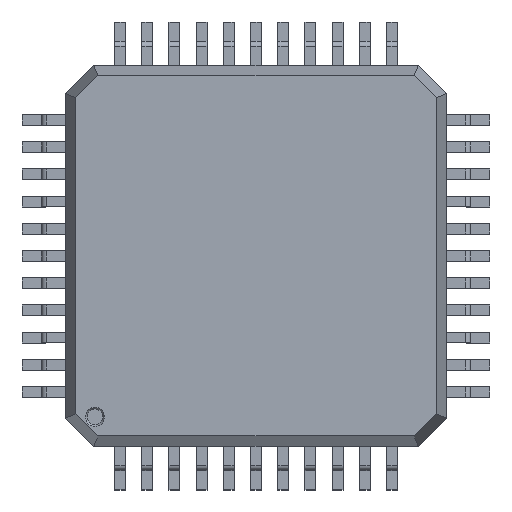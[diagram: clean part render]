
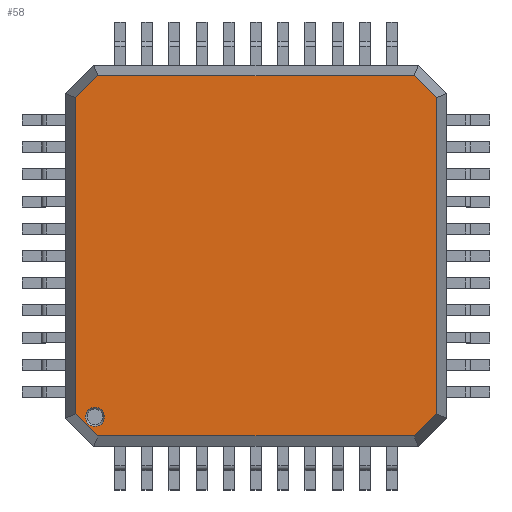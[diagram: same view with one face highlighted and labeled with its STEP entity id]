
A CAD part, top view. The second image highlights one B-rep face of the part: STEP entity #58.
In plain terms, the highlighted planar face has unit normal (0, 0, 1).
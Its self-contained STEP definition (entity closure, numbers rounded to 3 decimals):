
#58=ADVANCED_FACE('',(#5458,#5460),#5462,.T.);
#5458=FACE_BOUND('',#5459,.T.);
#5459=EDGE_LOOP('',(#9750,#9751,#9752,#9753,#9754,#9755,#9756,#9757));
#5460=FACE_BOUND('',#5461,.T.);
#5461=EDGE_LOOP('',(#9758));
#5462=PLANE('',#5463);
#5463=AXIS2_PLACEMENT_3D('',#5464,#5465,#5466);
#5464=CARTESIAN_POINT('',(0.,0.,3.3));
#5465=DIRECTION('',(0.,0.,1.));
#5466=DIRECTION('',(1.,0.,0.));
#9750=ORIENTED_EDGE('',*,*,#13034,.T.);
#9751=ORIENTED_EDGE('',*,*,#13035,.F.);
#9752=ORIENTED_EDGE('',*,*,#13036,.T.);
#9753=ORIENTED_EDGE('',*,*,#13037,.F.);
#9754=ORIENTED_EDGE('',*,*,#13038,.T.);
#9755=ORIENTED_EDGE('',*,*,#13039,.F.);
#9756=ORIENTED_EDGE('',*,*,#13040,.T.);
#9757=ORIENTED_EDGE('',*,*,#13041,.F.);
#9758=ORIENTED_EDGE('',*,*,#13042,.T.);
#13034=EDGE_CURVE('',#14676,#14677,#14678,.T.);
#13035=EDGE_CURVE('',#14679,#14677,#14680,.F.);
#13036=EDGE_CURVE('',#14679,#14681,#14682,.T.);
#13037=EDGE_CURVE('',#14683,#14681,#14684,.F.);
#13038=EDGE_CURVE('',#14683,#14685,#14686,.T.);
#13039=EDGE_CURVE('',#14687,#14685,#14688,.F.);
#13040=EDGE_CURVE('',#14687,#14689,#14690,.T.);
#13041=EDGE_CURVE('',#14676,#14689,#14691,.F.);
#13042=EDGE_CURVE('',#14692,#14692,#14693,.F.);
#14676=VERTEX_POINT('',#17408);
#14677=VERTEX_POINT('',#17409);
#14678=LINE('',#17410,#17411);
#14679=VERTEX_POINT('',#17413);
#14680=LINE('',#17414,#17415);
#14681=VERTEX_POINT('',#17417);
#14682=LINE('',#17418,#17419);
#14683=VERTEX_POINT('',#17421);
#14684=LINE('',#17422,#17423);
#14685=VERTEX_POINT('',#17425);
#14686=LINE('',#17426,#17427);
#14687=VERTEX_POINT('',#17429);
#14688=LINE('',#17430,#17431);
#14689=VERTEX_POINT('',#17433);
#14690=LINE('',#17434,#17435);
#14691=LINE('',#17437,#17438);
#14692=VERTEX_POINT('',#17440);
#14693=CIRCLE('',#17441,0.35);
#17408=CARTESIAN_POINT('',(6.619,-5.809,3.3));
#17409=CARTESIAN_POINT('',(6.619,5.809,3.3));
#17410=CARTESIAN_POINT('',(6.619,-5.809,3.3));
#17411=VECTOR('',#17412,1.);
#17412=DIRECTION('',(0.,1.,0.));
#17413=CARTESIAN_POINT('',(5.809,6.619,3.3));
#17414=CARTESIAN_POINT('',(6.619,5.809,3.3));
#17415=VECTOR('',#17416,1.);
#17416=DIRECTION('',(-0.707,0.707,0.));
#17417=CARTESIAN_POINT('',(-5.809,6.619,3.3));
#17418=CARTESIAN_POINT('',(5.809,6.619,3.3));
#17419=VECTOR('',#17420,1.);
#17420=DIRECTION('',(-1.,0.,0.));
#17421=CARTESIAN_POINT('',(-6.619,5.809,3.3));
#17422=CARTESIAN_POINT('',(-5.809,6.619,3.3));
#17423=VECTOR('',#17424,1.);
#17424=DIRECTION('',(-0.707,-0.707,0.));
#17425=CARTESIAN_POINT('',(-6.619,-5.809,3.3));
#17426=CARTESIAN_POINT('',(-6.619,5.809,3.3));
#17427=VECTOR('',#17428,1.);
#17428=DIRECTION('',(0.,-1.,0.));
#17429=CARTESIAN_POINT('',(-5.809,-6.619,3.3));
#17430=CARTESIAN_POINT('',(-6.619,-5.809,3.3));
#17431=VECTOR('',#17432,1.);
#17432=DIRECTION('',(0.707,-0.707,0.));
#17433=CARTESIAN_POINT('',(5.809,-6.619,3.3));
#17434=CARTESIAN_POINT('',(-5.809,-6.619,3.3));
#17435=VECTOR('',#17436,1.);
#17436=DIRECTION('',(1.,0.,0.));
#17437=CARTESIAN_POINT('',(5.809,-6.619,3.3));
#17438=VECTOR('',#17439,1.);
#17439=DIRECTION('',(0.707,0.707,0.));
#17440=CARTESIAN_POINT('',(-5.569,-5.919,3.3));
#17441=AXIS2_PLACEMENT_3D('',#17442,#17443,#17444);
#17442=CARTESIAN_POINT('',(-5.919,-5.919,3.3));
#17443=DIRECTION('',(0.,0.,1.));
#17444=DIRECTION('',(1.,0.,0.));
